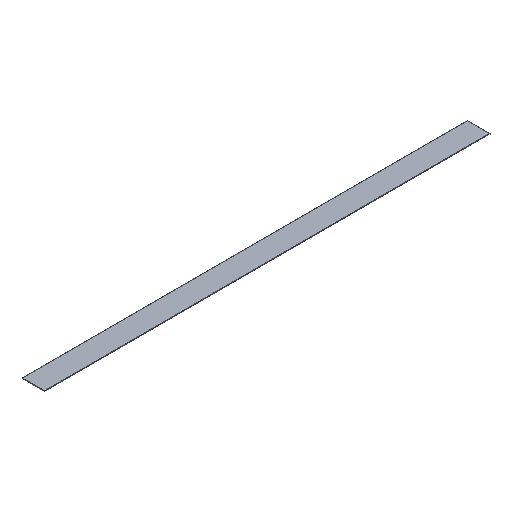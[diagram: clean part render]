
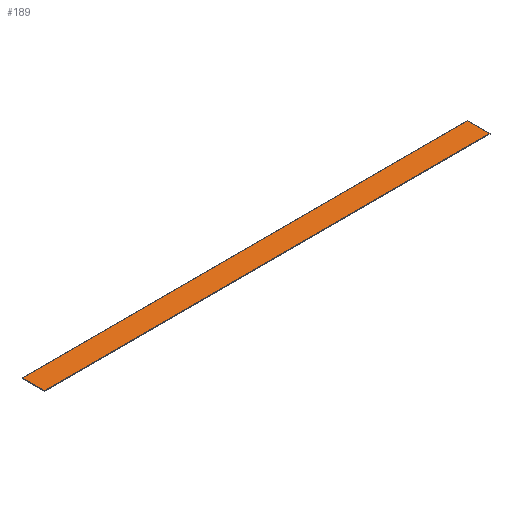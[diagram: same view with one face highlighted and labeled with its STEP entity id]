
A CAD part, isometric view. The second image highlights one B-rep face of the part: STEP entity #189.
In plain terms, the highlighted planar face has unit normal (0, 0, 1).
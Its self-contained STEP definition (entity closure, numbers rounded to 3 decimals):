
#4 = ORIENTED_EDGE ( 'NONE', *, *, #5, .T. ) ;
#5 = EDGE_CURVE ( 'NONE', #52, #142, #31, .T. ) ;
#12 = CARTESIAN_POINT ( 'NONE',  ( 500., 25., 0.75 ) ) ;
#17 = DIRECTION ( 'NONE',  ( -1., 0., 0. ) ) ;
#21 = FACE_OUTER_BOUND ( 'NONE', #157, .T. ) ;
#26 = ORIENTED_EDGE ( 'NONE', *, *, #45, .T. ) ;
#29 = CARTESIAN_POINT ( 'NONE',  ( -500., 25., 0.75 ) ) ;
#30 = VERTEX_POINT ( 'NONE', #12 ) ;
#31 = LINE ( 'NONE', #29, #175 ) ;
#34 = CARTESIAN_POINT ( 'NONE',  ( 500., 25., 0.75 ) ) ;
#35 = VERTEX_POINT ( 'NONE', #87 ) ;
#37 = VECTOR ( 'NONE', #111, 1000. ) ;
#39 = LINE ( 'NONE', #34, #37 ) ;
#41 = DIRECTION ( 'NONE',  ( 0., 0., -1. ) ) ;
#45 = EDGE_CURVE ( 'NONE', #30, #52, #160, .T. ) ;
#52 = VERTEX_POINT ( 'NONE', #198 ) ;
#54 = LINE ( 'NONE', #166, #74 ) ;
#61 = PLANE ( 'NONE',  #110 ) ;
#71 = ORIENTED_EDGE ( 'NONE', *, *, #139, .F. ) ;
#72 = CARTESIAN_POINT ( 'NONE',  ( 500., 25., 0.75 ) ) ;
#74 = VECTOR ( 'NONE', #17, 1000. ) ;
#87 = CARTESIAN_POINT ( 'NONE',  ( 500., -25., 0.75 ) ) ;
#110 = AXIS2_PLACEMENT_3D ( 'NONE', #131, #41, #112 ) ;
#111 = DIRECTION ( 'NONE',  ( 0., -1., 0. ) ) ;
#112 = DIRECTION ( 'NONE',  ( 0., 1., 0. ) ) ;
#131 = CARTESIAN_POINT ( 'NONE',  ( 500., 25., 0.75 ) ) ;
#136 = ORIENTED_EDGE ( 'NONE', *, *, #148, .F. ) ;
#139 = EDGE_CURVE ( 'NONE', #30, #35, #39, .T. ) ;
#141 = DIRECTION ( 'NONE',  ( -1., 0., 0. ) ) ;
#142 = VERTEX_POINT ( 'NONE', #216 ) ;
#148 = EDGE_CURVE ( 'NONE', #35, #142, #54, .T. ) ;
#151 = VECTOR ( 'NONE', #141, 1000. ) ;
#157 = EDGE_LOOP ( 'NONE', ( #4, #136, #71, #26 ) ) ;
#160 = LINE ( 'NONE', #72, #151 ) ;
#166 = CARTESIAN_POINT ( 'NONE',  ( 500., -25., 0.75 ) ) ;
#175 = VECTOR ( 'NONE', #177, 1000. ) ;
#177 = DIRECTION ( 'NONE',  ( 0., -1., 0. ) ) ;
#189 = ADVANCED_FACE ( 'NONE', ( #21 ), #61, .F. ) ;
#198 = CARTESIAN_POINT ( 'NONE',  ( -500., 25., 0.75 ) ) ;
#216 = CARTESIAN_POINT ( 'NONE',  ( -500., -25., 0.75 ) ) ;
